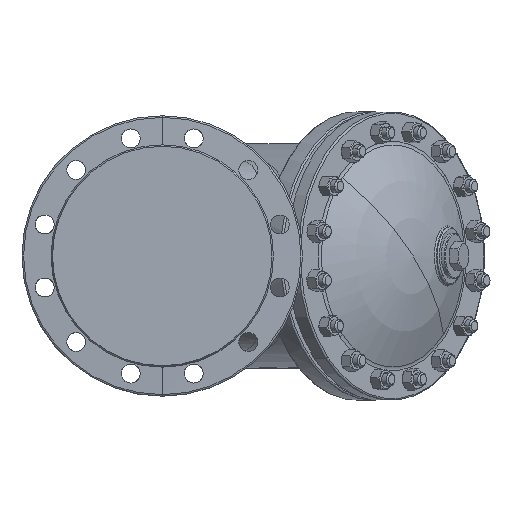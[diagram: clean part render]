
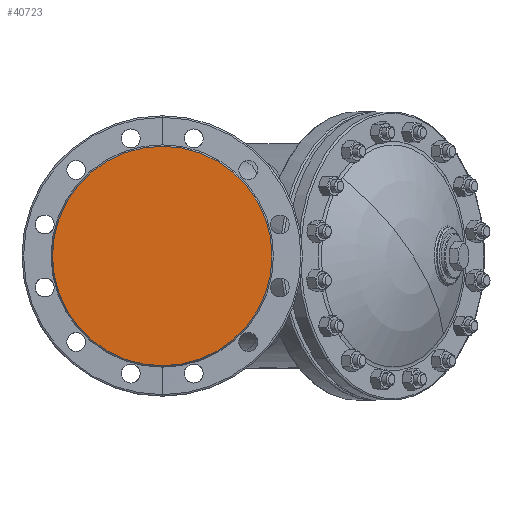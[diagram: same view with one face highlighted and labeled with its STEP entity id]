
A CAD part, left-side view. The second image highlights one B-rep face of the part: STEP entity #40723.
In plain terms, the highlighted planar face has unit normal (-1, 0, 0).
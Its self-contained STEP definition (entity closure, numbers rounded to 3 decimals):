
#1173 = EDGE_LOOP ( 'NONE', ( #24202, #35169 ) ) ;
#1534 = PLANE ( 'NONE',  #10776 ) ;
#3311 = AXIS2_PLACEMENT_3D ( 'NONE', #36818, #36199, #42109 ) ;
#6195 = CARTESIAN_POINT ( 'NONE',  ( -300., 0., 0. ) ) ;
#6876 = VERTEX_POINT ( 'NONE', #10908 ) ;
#8636 = CARTESIAN_POINT ( 'NONE',  ( -300., 0., 0. ) ) ;
#10776 = AXIS2_PLACEMENT_3D ( 'NONE', #6195, #25148, #44141 ) ;
#10844 = FACE_OUTER_BOUND ( 'NONE', #1173, .T. ) ;
#10908 = CARTESIAN_POINT ( 'NONE',  ( -300., 0., -133. ) ) ;
#13303 = DIRECTION ( 'NONE',  ( 1., 0., 0. ) ) ;
#15093 = EDGE_CURVE ( 'NONE', #6876, #35489, #41086, .T. ) ;
#22936 = DIRECTION ( 'NONE',  ( 0., 0., -1. ) ) ;
#24202 = ORIENTED_EDGE ( 'NONE', *, *, #40866, .F. ) ;
#25148 = DIRECTION ( 'NONE',  ( -1., 0., 0. ) ) ;
#27643 = CIRCLE ( 'NONE', #45545, 133. ) ;
#35169 = ORIENTED_EDGE ( 'NONE', *, *, #15093, .F. ) ;
#35489 = VERTEX_POINT ( 'NONE', #57419 ) ;
#36199 = DIRECTION ( 'NONE',  ( 1., 0., 0. ) ) ;
#36818 = CARTESIAN_POINT ( 'NONE',  ( -300., 0., 0. ) ) ;
#40723 = ADVANCED_FACE ( 'NONE', ( #10844 ), #1534, .T. ) ;
#40866 = EDGE_CURVE ( 'NONE', #35489, #6876, #27643, .T. ) ;
#41086 = CIRCLE ( 'NONE', #3311, 133. ) ;
#42109 = DIRECTION ( 'NONE',  ( 0., 0., -1. ) ) ;
#44141 = DIRECTION ( 'NONE',  ( 0., 0., 1. ) ) ;
#45545 = AXIS2_PLACEMENT_3D ( 'NONE', #8636, #13303, #22936 ) ;
#57419 = CARTESIAN_POINT ( 'NONE',  ( -300., 0., 133. ) ) ;
